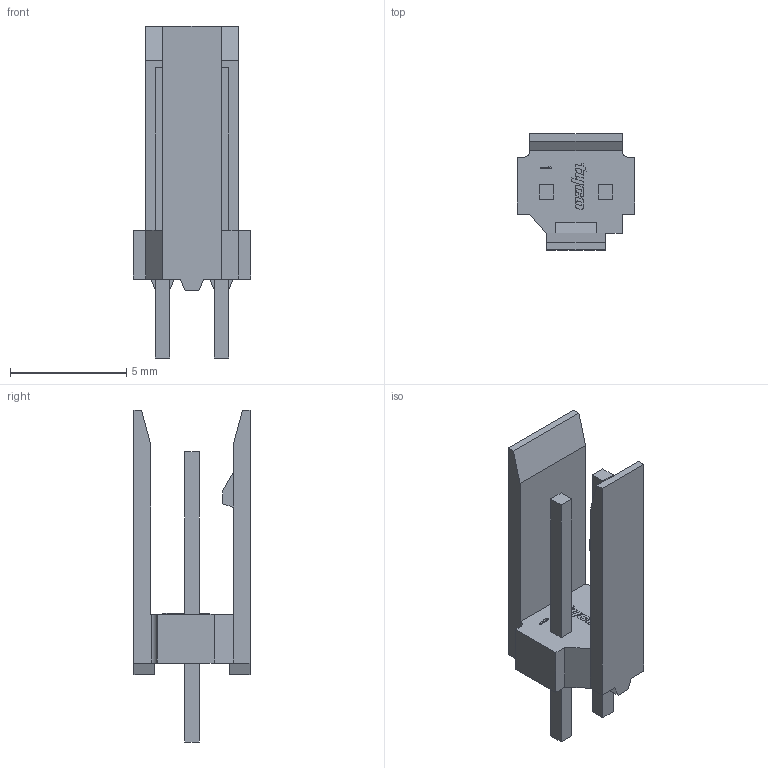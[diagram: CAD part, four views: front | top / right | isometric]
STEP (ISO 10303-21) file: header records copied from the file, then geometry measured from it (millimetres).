
FILE_DESCRIPTION((''),'2;1');
FILE_NAME('C-281695-2','2009-07-13T',('workeradm'),(''),'PRO/ENGINEER BY PARAMETRIC TECHNOLOGY CORPORATION, 2008380','PRO/ENGINEER BY PARAMETRIC TECHNOLOGY CORPORATION, 2008380','');
FILE_SCHEMA(('AUTOMOTIVE_DESIGN { 1 0 10303 214 1 1 1 1 }'));
Length unit declared in the file: millimetre
Products named in the file (1): C-281695-2
Bounding box: 5.08 x 5 x 14.3 mm (x, y, z)
Volume: 94.7 mm3; surface area: 279.5 mm2
Topology: 1 solids, 1 shells, 145 faces, 394 edges, 262 vertices
Faces by surface type: plane 117, cylinder 28
Entity records: 4568 total; most frequent: CARTESIAN_POINT 802, ORIENTED_EDGE 788, DIRECTION 740, EDGE_CURVE 394, VECTOR 338, LINE 338, VERTEX_POINT 262, AXIS2_PLACEMENT_3D 201
